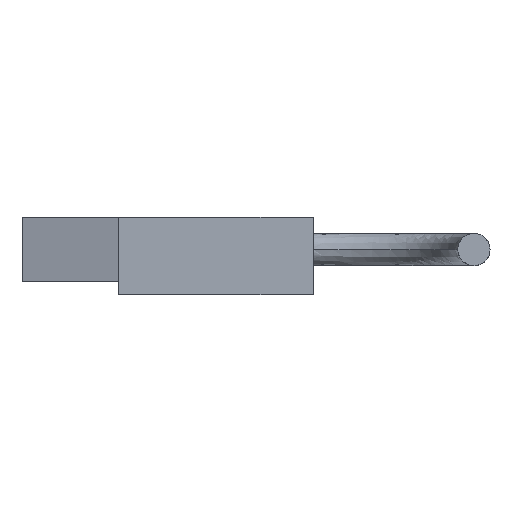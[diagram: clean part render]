
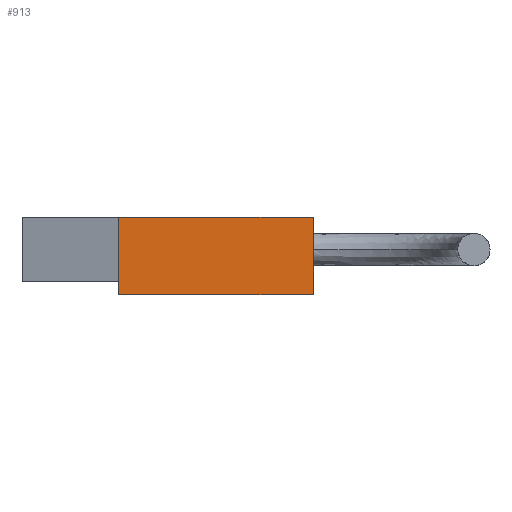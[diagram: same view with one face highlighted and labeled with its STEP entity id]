
A CAD part, left-side view. The second image highlights one B-rep face of the part: STEP entity #913.
In plain terms, the highlighted planar face has unit normal (-1, 0, 0).
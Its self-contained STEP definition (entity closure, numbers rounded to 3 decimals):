
#52=PLANE('',#989);
#95=FACE_OUTER_BOUND('',#150,.T.);
#150=EDGE_LOOP('',(#690,#691,#692,#693));
#217=LINE('',#1341,#316);
#221=LINE('',#1349,#320);
#222=LINE('',#1351,#321);
#223=LINE('',#1352,#322);
#316=VECTOR('',#1101,10.);
#320=VECTOR('',#1107,10.);
#321=VECTOR('',#1108,10.);
#322=VECTOR('',#1109,10.);
#430=VERTEX_POINT('',#1338);
#431=VERTEX_POINT('',#1340);
#434=VERTEX_POINT('',#1348);
#435=VERTEX_POINT('',#1350);
#527=EDGE_CURVE('',#431,#430,#217,.T.);
#531=EDGE_CURVE('',#434,#431,#221,.T.);
#532=EDGE_CURVE('',#430,#435,#222,.T.);
#533=EDGE_CURVE('',#435,#434,#223,.T.);
#690=ORIENTED_EDGE('',*,*,#531,.T.);
#691=ORIENTED_EDGE('',*,*,#527,.T.);
#692=ORIENTED_EDGE('',*,*,#532,.T.);
#693=ORIENTED_EDGE('',*,*,#533,.T.);
#913=ADVANCED_FACE('',(#95),#52,.T.);
#989=AXIS2_PLACEMENT_3D('',#1347,#1105,#1106);
#1101=DIRECTION('',(0.,0.,1.));
#1105=DIRECTION('center_axis',(-1.,0.,0.));
#1106=DIRECTION('ref_axis',(0.,-1.,0.));
#1107=DIRECTION('',(0.,-1.,0.));
#1108=DIRECTION('',(0.,1.,0.));
#1109=DIRECTION('',(0.,0.,-1.));
#1338=CARTESIAN_POINT('',(-15.,-25.3,10.));
#1340=CARTESIAN_POINT('',(-15.,-25.3,-2.));
#1341=CARTESIAN_POINT('',(-15.,-25.3,-2.));
#1347=CARTESIAN_POINT('Origin',(-15.,5.,-2.));
#1348=CARTESIAN_POINT('',(-15.,5.,-2.));
#1349=CARTESIAN_POINT('',(-15.,-3.25,-2.));
#1350=CARTESIAN_POINT('',(-15.,5.,10.));
#1351=CARTESIAN_POINT('',(-15.,-3.25,10.));
#1352=CARTESIAN_POINT('',(-15.,5.,-1.));
